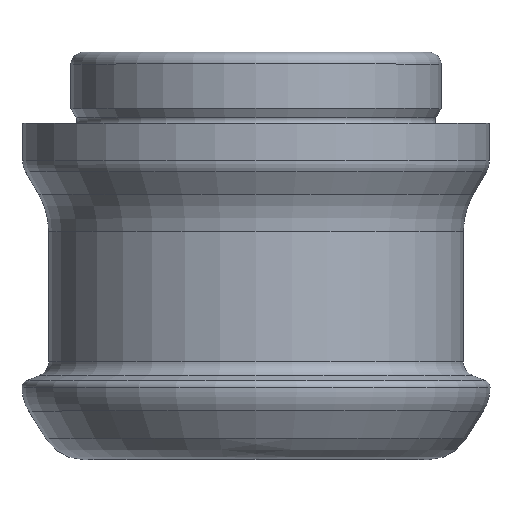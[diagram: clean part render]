
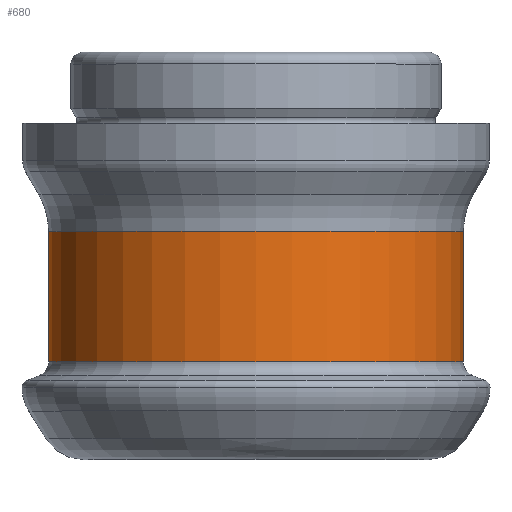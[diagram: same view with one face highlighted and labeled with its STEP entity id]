
A CAD part, top view. The second image highlights one B-rep face of the part: STEP entity #680.
In plain terms, the highlighted cylindrical face has radius 14 mm (diameter 28 mm), a full revolution.
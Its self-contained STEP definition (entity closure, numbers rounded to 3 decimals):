
#29 = EDGE_CURVE ( 'NONE', #417, #417, #426, .T. ) ;
#71 = FACE_OUTER_BOUND ( 'NONE', #149, .T. ) ;
#125 = AXIS2_PLACEMENT_3D ( 'NONE', #203, #154, #325 ) ;
#149 = EDGE_LOOP ( 'NONE', ( #659 ) ) ;
#154 = DIRECTION ( 'NONE',  ( 0., 1., 0. ) ) ;
#178 = DIRECTION ( 'NONE',  ( 0., 1., 0. ) ) ;
#181 = CARTESIAN_POINT ( 'NONE',  ( 0., 15.396, 0. ) ) ;
#203 = CARTESIAN_POINT ( 'NONE',  ( 0., 6.602, 0. ) ) ;
#270 = ORIENTED_EDGE ( 'NONE', *, *, #29, .T. ) ;
#294 = DIRECTION ( 'NONE',  ( 0., 0., 1. ) ) ;
#305 = DIRECTION ( 'NONE',  ( 0., 1., 0. ) ) ;
#325 = DIRECTION ( 'NONE',  ( 0., 0., 1. ) ) ;
#369 = CARTESIAN_POINT ( 'NONE',  ( 0., 39.647, 0. ) ) ;
#380 = AXIS2_PLACEMENT_3D ( 'NONE', #369, #305, #700 ) ;
#386 = CARTESIAN_POINT ( 'NONE',  ( 0., 15.396, 14. ) ) ;
#417 = VERTEX_POINT ( 'NONE', #588 ) ;
#426 = CIRCLE ( 'NONE', #125, 14. ) ;
#437 = EDGE_LOOP ( 'NONE', ( #270 ) ) ;
#536 = FACE_OUTER_BOUND ( 'NONE', #437, .T. ) ;
#588 = CARTESIAN_POINT ( 'NONE',  ( 0., 6.602, 14. ) ) ;
#597 = EDGE_CURVE ( 'NONE', #707, #707, #703, .T. ) ;
#603 = AXIS2_PLACEMENT_3D ( 'NONE', #181, #178, #294 ) ;
#659 = ORIENTED_EDGE ( 'NONE', *, *, #597, .F. ) ;
#680 = ADVANCED_FACE ( 'NONE', ( #71, #536 ), #693, .T. ) ;
#693 = CYLINDRICAL_SURFACE ( 'NONE', #380, 14. ) ;
#700 = DIRECTION ( 'NONE',  ( 0., 0., 1. ) ) ;
#703 = CIRCLE ( 'NONE', #603, 14. ) ;
#707 = VERTEX_POINT ( 'NONE', #386 ) ;
